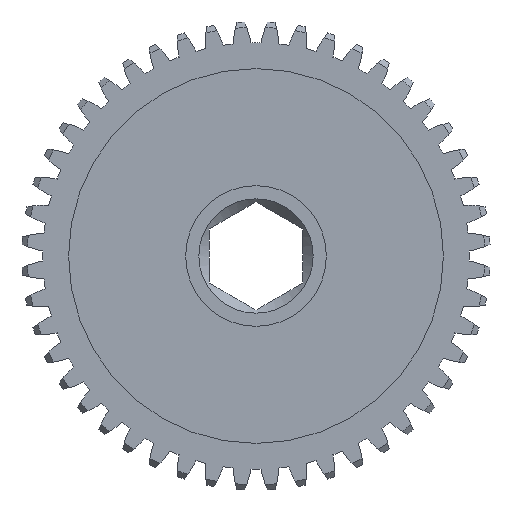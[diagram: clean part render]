
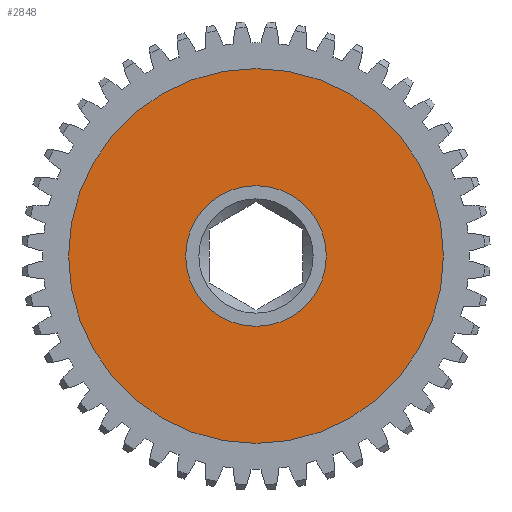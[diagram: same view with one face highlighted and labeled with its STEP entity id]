
A CAD part, left-side view. The second image highlights one B-rep face of the part: STEP entity #2848.
In plain terms, the highlighted planar face has unit normal (-1, 0, 0).
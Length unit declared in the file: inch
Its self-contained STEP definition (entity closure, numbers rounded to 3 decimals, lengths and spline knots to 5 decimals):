
#593 = EDGE_LOOP ( 'NONE', ( #7567, #8807 ) ) ;
#727 = CARTESIAN_POINT ( 'NONE',  ( 0.1375, 0., 0. ) ) ;
#834 = EDGE_LOOP ( 'NONE', ( #8893, #2628 ) ) ;
#859 = AXIS2_PLACEMENT_3D ( 'NONE', #1415, #4877, #4431 ) ;
#1141 = AXIS2_PLACEMENT_3D ( 'NONE', #6345, #3852, #9780 ) ;
#1415 = CARTESIAN_POINT ( 'NONE',  ( 0.1375, 0., 0. ) ) ;
#1608 = AXIS2_PLACEMENT_3D ( 'NONE', #6906, #6969, #6068 ) ;
#2069 = EDGE_CURVE ( 'NONE', #2925, #2883, #2334, .T. ) ;
#2334 = CIRCLE ( 'NONE', #859, 0.375 ) ;
#2557 = CARTESIAN_POINT ( 'NONE',  ( 0.1375, 0., -1. ) ) ;
#2612 = CARTESIAN_POINT ( 'NONE',  ( 0.1375, 0., -0.375 ) ) ;
#2628 = ORIENTED_EDGE ( 'NONE', *, *, #9674, .F. ) ;
#2653 = CIRCLE ( 'NONE', #3010, 1. ) ;
#2688 = CARTESIAN_POINT ( 'NONE',  ( 0.1375, 0., 1. ) ) ;
#2748 = CARTESIAN_POINT ( 'NONE',  ( 0.1375, 0., 0. ) ) ;
#2848 = ADVANCED_FACE ( 'NONE', ( #3518, #7022 ), #10465, .F. ) ;
#2883 = VERTEX_POINT ( 'NONE', #2612 ) ;
#2925 = VERTEX_POINT ( 'NONE', #10408 ) ;
#3010 = AXIS2_PLACEMENT_3D ( 'NONE', #2748, #11112, #7837 ) ;
#3518 = FACE_OUTER_BOUND ( 'NONE', #834, .T. ) ;
#3852 = DIRECTION ( 'NONE',  ( 1., 0., 0. ) ) ;
#4431 = DIRECTION ( 'NONE',  ( 0., 0., -1. ) ) ;
#4649 = AXIS2_PLACEMENT_3D ( 'NONE', #727, #5962, #4999 ) ;
#4877 = DIRECTION ( 'NONE',  ( 1., 0., 0. ) ) ;
#4999 = DIRECTION ( 'NONE',  ( 0., 0., -1. ) ) ;
#5368 = CIRCLE ( 'NONE', #4649, 1. ) ;
#5798 = EDGE_CURVE ( 'NONE', #2883, #2925, #11070, .T. ) ;
#5962 = DIRECTION ( 'NONE',  ( 1., 0., 0. ) ) ;
#6068 = DIRECTION ( 'NONE',  ( 0., 0., -1. ) ) ;
#6345 = CARTESIAN_POINT ( 'NONE',  ( 0.1375, 0., 0. ) ) ;
#6804 = VERTEX_POINT ( 'NONE', #2688 ) ;
#6906 = CARTESIAN_POINT ( 'NONE',  ( 0.1375, 0., 0. ) ) ;
#6969 = DIRECTION ( 'NONE',  ( 1., 0., 0. ) ) ;
#7022 = FACE_BOUND ( 'NONE', #593, .T. ) ;
#7567 = ORIENTED_EDGE ( 'NONE', *, *, #2069, .T. ) ;
#7837 = DIRECTION ( 'NONE',  ( 0., 0., -1. ) ) ;
#8686 = VERTEX_POINT ( 'NONE', #2557 ) ;
#8807 = ORIENTED_EDGE ( 'NONE', *, *, #5798, .T. ) ;
#8893 = ORIENTED_EDGE ( 'NONE', *, *, #10022, .F. ) ;
#9674 = EDGE_CURVE ( 'NONE', #8686, #6804, #2653, .T. ) ;
#9780 = DIRECTION ( 'NONE',  ( 0., 0., -1. ) ) ;
#10022 = EDGE_CURVE ( 'NONE', #6804, #8686, #5368, .T. ) ;
#10408 = CARTESIAN_POINT ( 'NONE',  ( 0.1375, 0., 0.375 ) ) ;
#10465 = PLANE ( 'NONE',  #1608 ) ;
#11070 = CIRCLE ( 'NONE', #1141, 0.375 ) ;
#11112 = DIRECTION ( 'NONE',  ( 1., 0., 0. ) ) ;
